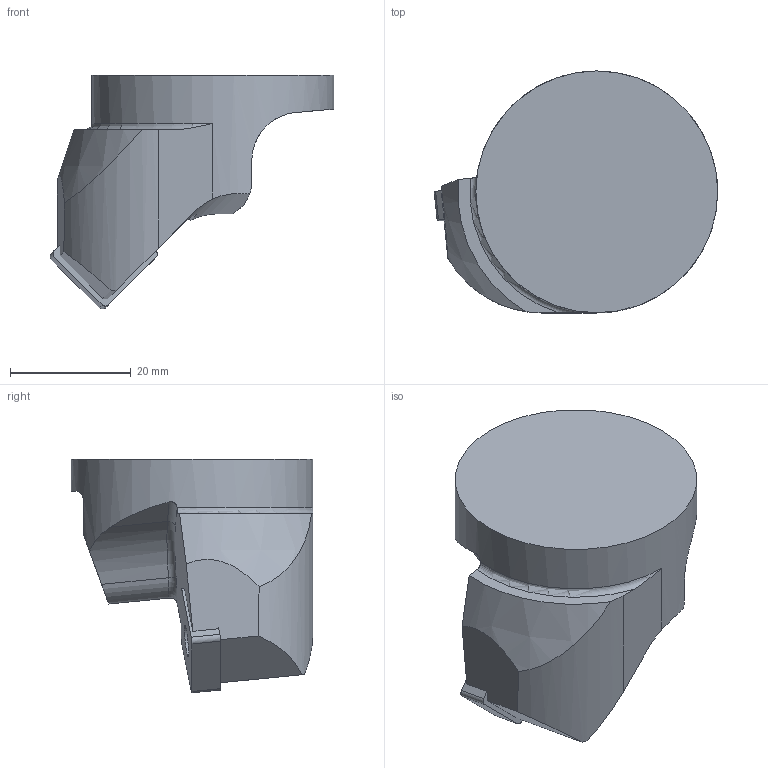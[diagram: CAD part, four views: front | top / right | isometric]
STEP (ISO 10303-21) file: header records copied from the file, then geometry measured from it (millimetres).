
FILE_DESCRIPTION(/* description */ (''),/* implementation_level */ '2;1');
FILE_NAME(/* name */ '1568097198467.stp',/* time_stamp */ '2019-09-10T12:03:32+06:00',/* author */ (''),/* organization */ ('SMS'),/* preprocessor_version */ 'ST-DEVELOPER v15',/* originating_system */ 'SIEMENS PLM Software NX 8.5',/* authorisation */ '');
FILE_SCHEMA (('AUTOMOTIVE_DESIGN { 1 0 10303 214 3 1 1 1 }'));
Length unit declared in the file: millimetre
Products named in the file (4): IsoTurningInsert; ASSEMBLY_CONSTRUCTION; 202539527mod000_00; 202539529mod000_00
Assembly tree (3 placements, depth 2):
  202539529mod000_00
    202539527mod000_00
    ASSEMBLY_CONSTRUCTION
    IsoTurningInsert
Bounding box: 46.87 x 40 x 38.65 mm (x, y, z)
Volume: 25503.9 mm3; surface area: 6491.7 mm2
Topology: 2 solids, 2 shells, 45 faces, 120 edges, 87 vertices
Faces by surface type: plane 25, cylinder 16, torus 3, cone 1
Full cylindrical faces by diameter (mm): 5.156 x2, 40 x1
Entity records: 1701 total; most frequent: CARTESIAN_POINT 412, DIRECTION 252, ORIENTED_EDGE 228, EDGE_CURVE 114, AXIS2_PLACEMENT_3D 98, VERTEX_POINT 77, LINE 56, VECTOR 56
